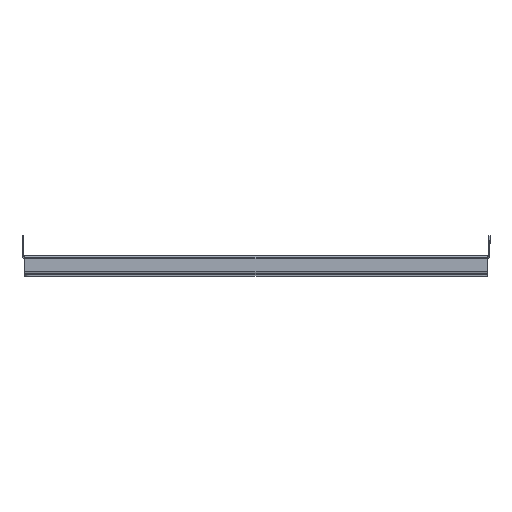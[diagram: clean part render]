
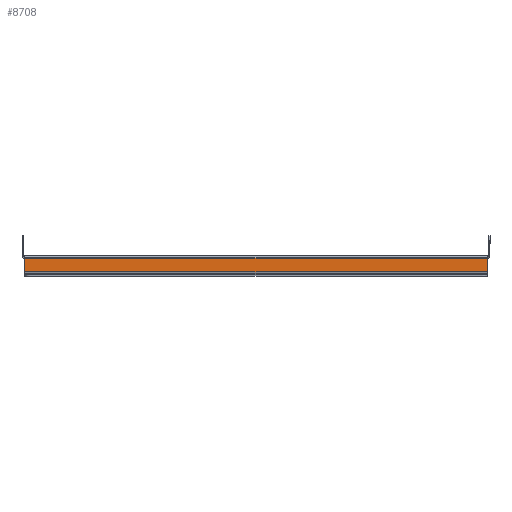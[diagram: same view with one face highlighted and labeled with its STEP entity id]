
A CAD part, top view. The second image highlights one B-rep face of the part: STEP entity #8708.
In plain terms, the highlighted planar face has unit normal (0, 0, 1).
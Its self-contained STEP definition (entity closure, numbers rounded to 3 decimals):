
#209 = CARTESIAN_POINT ( 'NONE',  ( -246., -17., 498.5 ) ) ;
#749 = ORIENTED_EDGE ( 'NONE', *, *, #8646, .T. ) ;
#1568 = LINE ( 'NONE', #28714, #21319 ) ;
#2065 = CARTESIAN_POINT ( 'NONE',  ( -243., -17., 498.5 ) ) ;
#2151 = ORIENTED_EDGE ( 'NONE', *, *, #8076, .T. ) ;
#3723 = AXIS2_PLACEMENT_3D ( 'NONE', #13999, #28539, #26436 ) ;
#5008 = VERTEX_POINT ( 'NONE', #2065 ) ;
#5962 = CARTESIAN_POINT ( 'NONE',  ( 243., -3., 498.5 ) ) ;
#6271 = VECTOR ( 'NONE', #6407, 1000. ) ;
#6407 = DIRECTION ( 'NONE',  ( -1., 0., 0. ) ) ;
#6458 = VERTEX_POINT ( 'NONE', #5962 ) ;
#6581 = VECTOR ( 'NONE', #16590, 1000. ) ;
#6731 = DIRECTION ( 'NONE',  ( 0., 1., 0. ) ) ;
#6733 = LINE ( 'NONE', #12070, #6581 ) ;
#8076 = EDGE_CURVE ( 'NONE', #5008, #14504, #9821, .T. ) ;
#8646 = EDGE_CURVE ( 'NONE', #6458, #9671, #16579, .T. ) ;
#8708 = ADVANCED_FACE ( 'NONE', ( #21438 ), #11104, .T. ) ;
#9376 = ORIENTED_EDGE ( 'NONE', *, *, #17405, .T. ) ;
#9671 = VERTEX_POINT ( 'NONE', #11822 ) ;
#9821 = LINE ( 'NONE', #209, #20192 ) ;
#11104 = PLANE ( 'NONE',  #3723 ) ;
#11676 = EDGE_CURVE ( 'NONE', #5008, #9671, #6733, .T. ) ;
#11822 = CARTESIAN_POINT ( 'NONE',  ( -243., -3., 498.5 ) ) ;
#12070 = CARTESIAN_POINT ( 'NONE',  ( -243., -24.243, 498.5 ) ) ;
#13999 = CARTESIAN_POINT ( 'NONE',  ( 0., 0., 498.5 ) ) ;
#14504 = VERTEX_POINT ( 'NONE', #29705 ) ;
#15942 = CARTESIAN_POINT ( 'NONE',  ( 0., -3., 498.5 ) ) ;
#16211 = ORIENTED_EDGE ( 'NONE', *, *, #11676, .F. ) ;
#16579 = LINE ( 'NONE', #15942, #6271 ) ;
#16590 = DIRECTION ( 'NONE',  ( 0., 1., 0. ) ) ;
#17405 = EDGE_CURVE ( 'NONE', #14504, #6458, #1568, .T. ) ;
#20192 = VECTOR ( 'NONE', #24607, 1000. ) ;
#21319 = VECTOR ( 'NONE', #6731, 1000. ) ;
#21438 = FACE_OUTER_BOUND ( 'NONE', #27816, .T. ) ;
#24607 = DIRECTION ( 'NONE',  ( 1., 0., 0. ) ) ;
#26436 = DIRECTION ( 'NONE',  ( 0., -1., 0. ) ) ;
#27816 = EDGE_LOOP ( 'NONE', ( #16211, #2151, #9376, #749 ) ) ;
#28539 = DIRECTION ( 'NONE',  ( 0., 0., 1. ) ) ;
#28714 = CARTESIAN_POINT ( 'NONE',  ( 243., -24.243, 498.5 ) ) ;
#29705 = CARTESIAN_POINT ( 'NONE',  ( 243., -17., 498.5 ) ) ;
